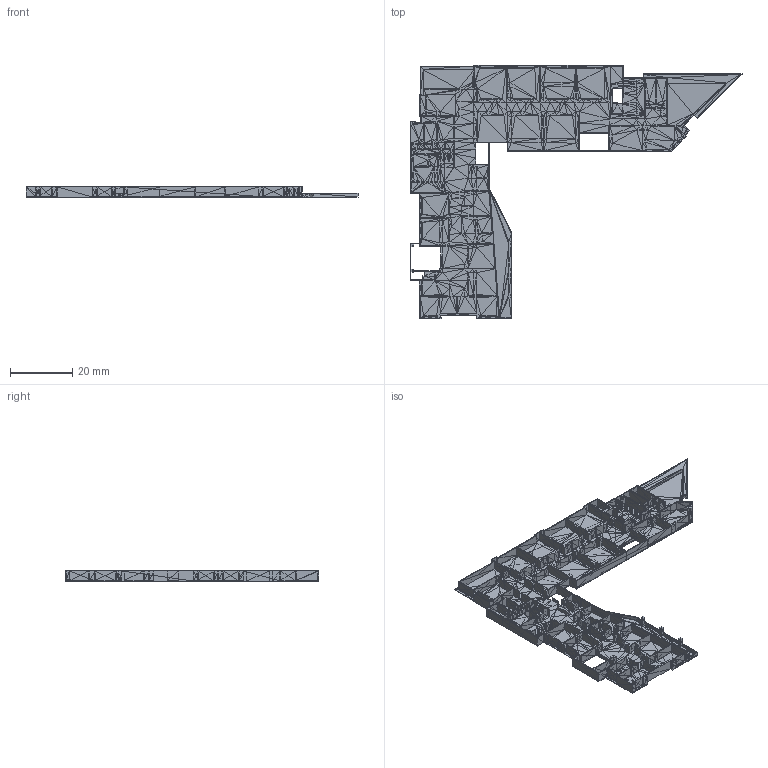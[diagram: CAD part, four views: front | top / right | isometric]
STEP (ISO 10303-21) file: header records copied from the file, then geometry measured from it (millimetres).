
FILE_DESCRIPTION(('FreeCAD Model'),'2;1');
FILE_NAME('Open CASCADE Shape Model','2025-09-26T12:50:16',('FreeCAD'),( 'FreeCAD'),'Open CASCADE STEP processor 7.8','FreeCAD','Unknown');
FILE_SCHEMA(('AUTOMOTIVE_DESIGN { 1 0 10303 214 1 1 1 1 }'));
Products named in the file (1): Open CASCADE STEP translator 7.8 2
Bounding box: 106.7 x 81.4 x 3.25 mm (x, y, z)
Volume: 2013.4 mm3; surface area: 13961.4 mm2
Topology: 1 solids, 1 shells, 3750 faces, 5625 edges, 1867 vertices
Faces by surface type: plane 3750
Entity records: 73127 total; most frequent: DIRECTION 13127, ORIENTED_EDGE 11250, CARTESIAN_POINT 11243, EDGE_CURVE 5625, LINE 5625, VECTOR 5625, AXIS2_PLACEMENT_3D 3751, ADVANCED_FACE 3750
